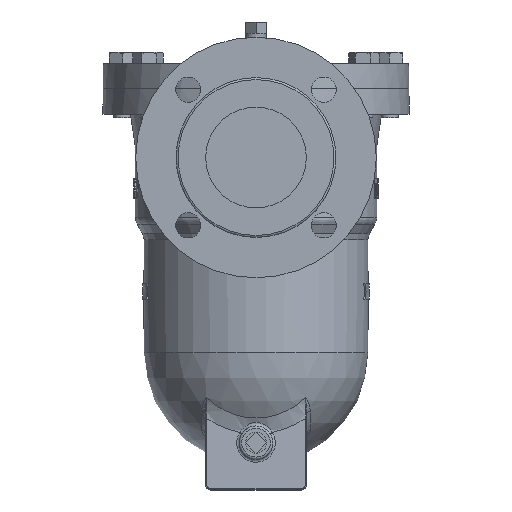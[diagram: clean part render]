
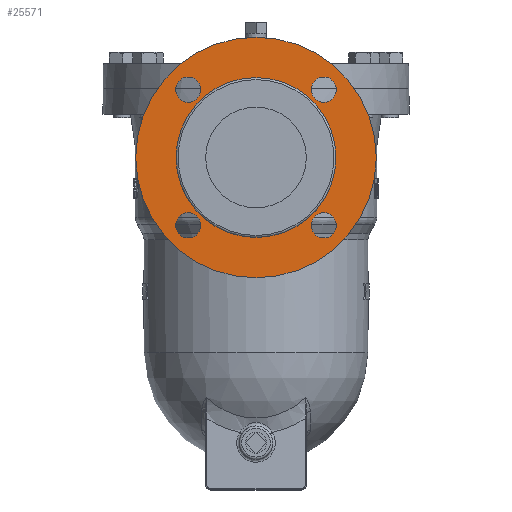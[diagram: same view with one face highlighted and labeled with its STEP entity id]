
A CAD part, left-side view. The second image highlights one B-rep face of the part: STEP entity #25571.
In plain terms, the highlighted planar face has unit normal (-1, 0, 0).
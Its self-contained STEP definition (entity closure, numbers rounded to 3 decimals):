
#213=CARTESIAN_POINT('',(-182.4,0.0,9.));
#214=VERTEX_POINT('',#213);
#215=CARTESIAN_POINT('',(-182.4,0.0,-54.5));
#216=DIRECTION('',(-1.0,0.0,0.0));
#217=DIRECTION('',(0.0,0.0,1.0));
#218=AXIS2_PLACEMENT_3D('',#215,#216,#217);
#219=CIRCLE('',#218,63.5);
#220=EDGE_CURVE('',#214,#214,#219,.T.);
#25171=CARTESIAN_POINT('',(-182.4,0.0,41.));
#25172=VERTEX_POINT('',#25171);
#25173=CARTESIAN_POINT('',(-182.4,0.0,-54.5));
#25174=DIRECTION('',(-1.0,0.0,0.0));
#25175=DIRECTION('',(0.0,0.0,1.0));
#25176=AXIS2_PLACEMENT_3D('',#25173,#25174,#25175);
#25177=CIRCLE('',#25176,95.5);
#25178=EDGE_CURVE('',#25172,#25172,#25177,.T.);
#25241=CARTESIAN_POINT('',(-182.4,-63.882,-0.618));
#25242=VERTEX_POINT('',#25241);
#25243=CARTESIAN_POINT('',(-182.4,-53.882,-0.618));
#25244=DIRECTION('',(1.0,0.0,0.0));
#25245=DIRECTION('',(0.0,-1.0,0.0));
#25246=AXIS2_PLACEMENT_3D('',#25243,#25244,#25245);
#25247=CIRCLE('',#25246,10.0);
#25248=EDGE_CURVE('',#25242,#25242,#25247,.T.);
#25282=CARTESIAN_POINT('',(-182.4,-53.882,-118.382));
#25283=VERTEX_POINT('',#25282);
#25284=CARTESIAN_POINT('',(-182.4,-53.882,-108.382));
#25285=DIRECTION('',(1.0,0.0,0.0));
#25286=DIRECTION('',(0.0,0.0,-1.0));
#25287=AXIS2_PLACEMENT_3D('',#25284,#25285,#25286);
#25288=CIRCLE('',#25287,10.0);
#25289=EDGE_CURVE('',#25283,#25283,#25288,.T.);
#25323=CARTESIAN_POINT('',(-182.4,63.882,-108.382));
#25324=VERTEX_POINT('',#25323);
#25325=CARTESIAN_POINT('',(-182.4,53.882,-108.382));
#25326=DIRECTION('',(1.0,0.0,0.0));
#25327=DIRECTION('',(0.0,1.0,0.0));
#25328=AXIS2_PLACEMENT_3D('',#25325,#25326,#25327);
#25329=CIRCLE('',#25328,10.0);
#25330=EDGE_CURVE('',#25324,#25324,#25329,.T.);
#25364=CARTESIAN_POINT('',(-182.4,53.882,9.382));
#25365=VERTEX_POINT('',#25364);
#25366=CARTESIAN_POINT('',(-182.4,53.882,-0.618));
#25367=DIRECTION('',(1.0,0.0,0.0));
#25368=DIRECTION('',(0.0,0.0,1.0));
#25369=AXIS2_PLACEMENT_3D('',#25366,#25367,#25368);
#25370=CIRCLE('',#25369,10.0);
#25371=EDGE_CURVE('',#25365,#25365,#25370,.T.);
#25548=CARTESIAN_POINT('',(-182.4,0.0,25.));
#25549=DIRECTION('',(-1.0,0.0,0.0));
#25550=DIRECTION('',(0.0,0.0,1.0));
#25551=AXIS2_PLACEMENT_3D('',#25548,#25549,#25550);
#25552=PLANE('',#25551);
#25553=ORIENTED_EDGE('',*,*,#25178,.T.);
#25554=EDGE_LOOP('',(#25553));
#25555=FACE_OUTER_BOUND('',#25554,.T.);
#25556=ORIENTED_EDGE('',*,*,#25248,.T.);
#25557=EDGE_LOOP('',(#25556));
#25558=FACE_BOUND('',#25557,.T.);
#25559=ORIENTED_EDGE('',*,*,#25289,.T.);
#25560=EDGE_LOOP('',(#25559));
#25561=FACE_BOUND('',#25560,.T.);
#25562=ORIENTED_EDGE('',*,*,#25330,.T.);
#25563=EDGE_LOOP('',(#25562));
#25564=FACE_BOUND('',#25563,.T.);
#25565=ORIENTED_EDGE('',*,*,#25371,.T.);
#25566=EDGE_LOOP('',(#25565));
#25567=FACE_BOUND('',#25566,.T.);
#25568=ORIENTED_EDGE('',*,*,#220,.F.);
#25569=EDGE_LOOP('',(#25568));
#25570=FACE_BOUND('',#25569,.T.);
#25571=ADVANCED_FACE('',(#25555,#25558,#25561,#25564,#25567,#25570),#25552,.T.);
